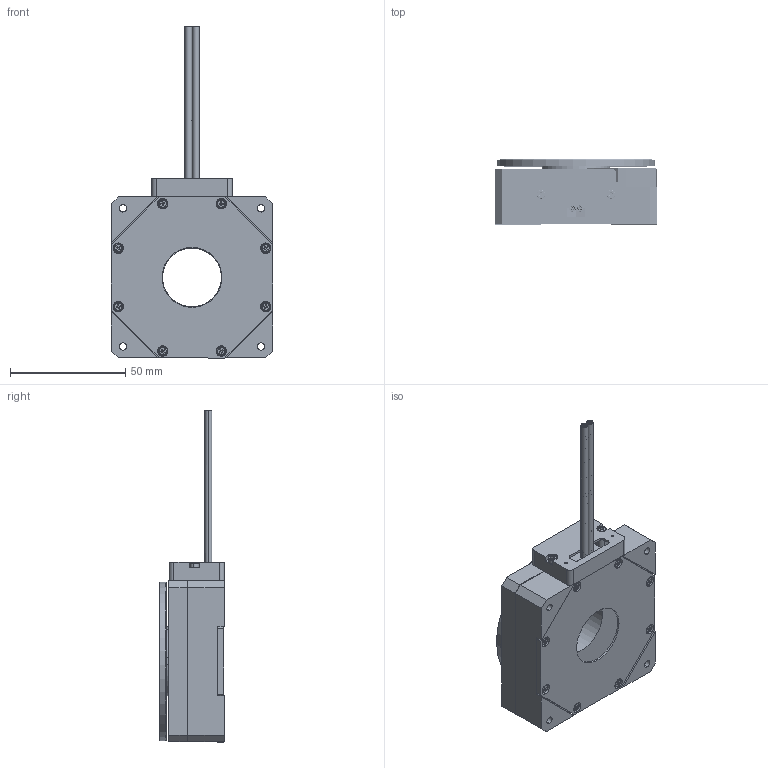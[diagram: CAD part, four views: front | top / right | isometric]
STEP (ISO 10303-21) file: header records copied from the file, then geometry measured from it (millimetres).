
FILE_DESCRIPTION (( 'STEP AP214' ), '1' );
FILE_NAME ('PR-70-313XX.STEP', '2025-02-19T21:10:46', ( '' ), ( '' ), 'SwSTEP 2.0', 'SolidWorks 2023', '' );
FILE_SCHEMA (( 'AUTOMOTIVE_DESIGN' ));
Length unit declared in the file: millimetre
Products named in the file (15): 431910 Carriage, PR-70_30mm scale; 431914 NJ Encoder Bracket, PR-70; SCREW, SHCS-S, M-DIN_M2 x 0.4 x 05mm; 431906 Base Bottom, PR-70; TFC-421 Silver Braided Cable_L30; 431911 Torque Motor Bracket, PR-70; SCREW, MS-PPH, M-JCIS_M2.5 x 0.45 x 6mm; SCREW, MS-PPH, M-JCIS_M1.6 x 0.35 x 6mm; SCREW, SHCS-S, M-DIN_M2 x 0.4 x 10mm; 3.0 Black Cable_L80; PR-70 Demo Rotor; PR-70-313XX; 431913 Connector Bracket, PR-70_widened; 431907 Base Top, PR-70; SCREW, SHCS-S, M-DIN_M2 x 0.4 x 08mm
Assembly tree (36 placements, depth 2):
  PR-70-313XX
    431906 Base Bottom, PR-70
    431907 Base Top, PR-70
    SCREW, SHCS-S, M-DIN_M2 x 0.4 x 05mm
    SCREW, SHCS-S, M-DIN_M2 x 0.4 x 10mm  x9
    PR-70 Demo Rotor
    431911 Torque Motor Bracket, PR-70
    431910 Carriage, PR-70_30mm scale
    SCREW, MS-PPH, M-JCIS_M1.6 x 0.35 x 6mm  x6
    431914 NJ Encoder Bracket, PR-70
    SCREW, SHCS-S, M-DIN_M2 x 0.4 x 08mm  x2
    431913 Connector Bracket, PR-70_widened
    SCREW, MS-PPH, M-JCIS_M2.5 x 0.45 x 6mm  x8
    3.0 Black Cable_L80  x2
    TFC-421 Silver Braided Cable_L30
Bounding box: 70 x 28.2 x 144.2 mm (x, y, z)
Volume: 79112.1 mm3; surface area: 58751.5 mm2
Topology: 75 solids, 75 shells, 1408 faces, 3195 edges, 1998 vertices
Faces by surface type: plane 636, cylinder 414, torus 186, cone 100, bspline 72
Entity records: 86476 total; most frequent: CARTESIAN_POINT 68818, DIRECTION 3740, ORIENTED_EDGE 3290, EDGE_CURVE 1645, AXIS2_PLACEMENT_3D 1480, VERTEX_POINT 1066, EDGE_LOOP 897, VECTOR 780
